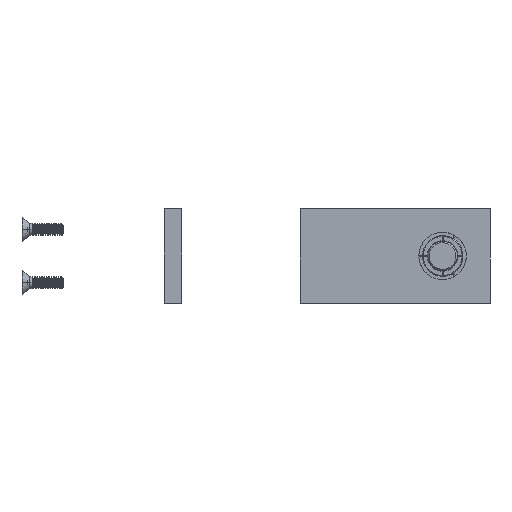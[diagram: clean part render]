
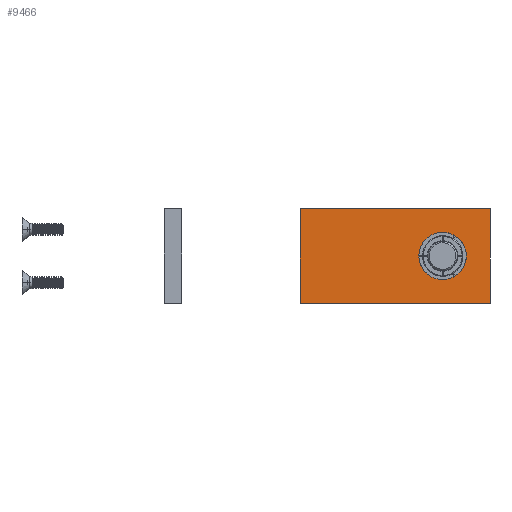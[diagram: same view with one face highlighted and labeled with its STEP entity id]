
A CAD part, left-side view. The second image highlights one B-rep face of the part: STEP entity #9466.
In plain terms, the highlighted face is planar.
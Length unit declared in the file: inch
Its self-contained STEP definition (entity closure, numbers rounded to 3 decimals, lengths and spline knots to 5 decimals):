
#334 = VECTOR ( 'NONE', #2321, 39.37008 ) ;
#473 = EDGE_CURVE ( 'NONE', #9718, #8146, #727, .T. ) ;
#727 = LINE ( 'NONE', #5487, #5306 ) ;
#802 = CIRCLE ( 'NONE', #1304, 0.5 ) ;
#979 = LINE ( 'NONE', #5575, #334 ) ;
#1065 = EDGE_CURVE ( 'NONE', #5733, #9575, #802, .T. ) ;
#1208 = DIRECTION ( 'NONE',  ( 1., 0., 0. ) ) ;
#1304 = AXIS2_PLACEMENT_3D ( 'NONE', #8834, #4100, #8728 ) ;
#1332 = ORIENTED_EDGE ( 'NONE', *, *, #473, .F. ) ;
#1423 = CARTESIAN_POINT ( 'NONE',  ( 4., 0., 0. ) ) ;
#1464 = CARTESIAN_POINT ( 'NONE',  ( 0., 2., 0. ) ) ;
#1994 = DIRECTION ( 'NONE',  ( 0., 0., 1. ) ) ;
#2151 = VERTEX_POINT ( 'NONE', #1464 ) ;
#2321 = DIRECTION ( 'NONE',  ( 0., -1., 0. ) ) ;
#2451 = EDGE_CURVE ( 'NONE', #4748, #9718, #8356, .T. ) ;
#2470 = DIRECTION ( 'NONE',  ( 0., 0., -1. ) ) ;
#2529 = CARTESIAN_POINT ( 'NONE',  ( 0., 2., 0. ) ) ;
#2631 = VECTOR ( 'NONE', #3249, 39.37008 ) ;
#2833 = LINE ( 'NONE', #2529, #2631 ) ;
#3249 = DIRECTION ( 'NONE',  ( -1., 0., 0. ) ) ;
#3350 = PLANE ( 'NONE',  #3836 ) ;
#3542 = ORIENTED_EDGE ( 'NONE', *, *, #1065, .T. ) ;
#3836 = AXIS2_PLACEMENT_3D ( 'NONE', #8023, #2470, #4006 ) ;
#3926 = EDGE_CURVE ( 'NONE', #8146, #2151, #2833, .T. ) ;
#4006 = DIRECTION ( 'NONE',  ( -1., 0., 0. ) ) ;
#4051 = EDGE_LOOP ( 'NONE', ( #3542, #4880 ) ) ;
#4100 = DIRECTION ( 'NONE',  ( 0., 0., 1. ) ) ;
#4551 = DIRECTION ( 'NONE',  ( 1., 0., 0. ) ) ;
#4580 = CIRCLE ( 'NONE', #8398, 0.5 ) ;
#4748 = VERTEX_POINT ( 'NONE', #7283 ) ;
#4880 = ORIENTED_EDGE ( 'NONE', *, *, #4978, .T. ) ;
#4978 = EDGE_CURVE ( 'NONE', #9575, #5733, #4580, .T. ) ;
#4992 = CARTESIAN_POINT ( 'NONE',  ( 0.5, 1., 0. ) ) ;
#4997 = VECTOR ( 'NONE', #4551, 39.37008 ) ;
#5306 = VECTOR ( 'NONE', #8659, 39.37008 ) ;
#5487 = CARTESIAN_POINT ( 'NONE',  ( 4., 0., 0. ) ) ;
#5575 = CARTESIAN_POINT ( 'NONE',  ( 0., 0., 0. ) ) ;
#5722 = ORIENTED_EDGE ( 'NONE', *, *, #8018, .F. ) ;
#5733 = VERTEX_POINT ( 'NONE', #4992 ) ;
#5774 = CARTESIAN_POINT ( 'NONE',  ( 1.5, 1., 0. ) ) ;
#5893 = CARTESIAN_POINT ( 'NONE',  ( 4., 2., 0. ) ) ;
#6355 = FACE_OUTER_BOUND ( 'NONE', #10241, .T. ) ;
#6696 = CARTESIAN_POINT ( 'NONE',  ( 1., 1., 0. ) ) ;
#6849 = ORIENTED_EDGE ( 'NONE', *, *, #2451, .F. ) ;
#7283 = CARTESIAN_POINT ( 'NONE',  ( 0., 0., 0. ) ) ;
#8018 = EDGE_CURVE ( 'NONE', #2151, #4748, #979, .T. ) ;
#8023 = CARTESIAN_POINT ( 'NONE',  ( 0., 0., 0. ) ) ;
#8146 = VERTEX_POINT ( 'NONE', #5893 ) ;
#8356 = LINE ( 'NONE', #10054, #4997 ) ;
#8398 = AXIS2_PLACEMENT_3D ( 'NONE', #6696, #1994, #1208 ) ;
#8481 = ORIENTED_EDGE ( 'NONE', *, *, #3926, .F. ) ;
#8659 = DIRECTION ( 'NONE',  ( 0., 1., 0. ) ) ;
#8728 = DIRECTION ( 'NONE',  ( 1., 0., 0. ) ) ;
#8737 = FACE_BOUND ( 'NONE', #4051, .T. ) ;
#8834 = CARTESIAN_POINT ( 'NONE',  ( 1., 1., 0. ) ) ;
#9466 = ADVANCED_FACE ( 'NONE', ( #6355, #8737 ), #3350, .T. ) ;
#9575 = VERTEX_POINT ( 'NONE', #5774 ) ;
#9718 = VERTEX_POINT ( 'NONE', #1423 ) ;
#10054 = CARTESIAN_POINT ( 'NONE',  ( 0., 0., 0. ) ) ;
#10241 = EDGE_LOOP ( 'NONE', ( #5722, #8481, #1332, #6849 ) ) ;
